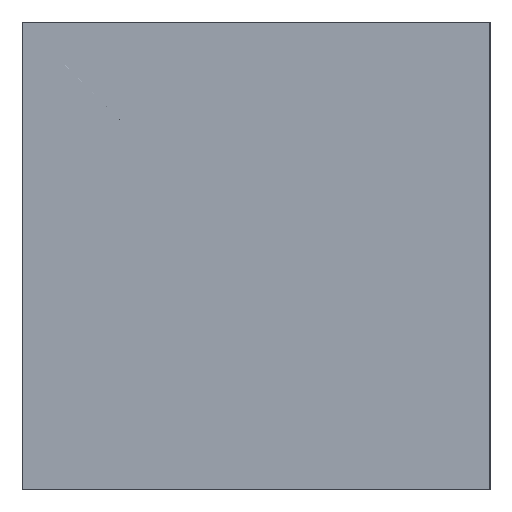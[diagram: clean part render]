
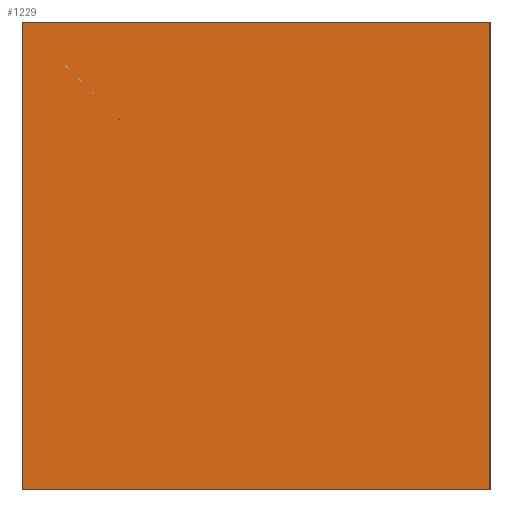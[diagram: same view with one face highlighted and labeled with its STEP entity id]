
A CAD part, left-side view. The second image highlights one B-rep face of the part: STEP entity #1229.
In plain terms, the highlighted planar face has unit normal (-1, 0, 0).
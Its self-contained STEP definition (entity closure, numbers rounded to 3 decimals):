
#1209=AXIS2_PLACEMENT_3D('Plane Axis2P3D',#1206,#1207,#1208) ;
#184=CARTESIAN_POINT('Vertex',(-116.1,105.,89.125)) ;
#187=CARTESIAN_POINT('Line Origine',(-116.1,105.,71.625)) ;
#191=CARTESIAN_POINT('Vertex',(-116.1,105.,54.125)) ;
#247=CARTESIAN_POINT('Line Origine',(-116.1,122.5,54.125)) ;
#251=CARTESIAN_POINT('Vertex',(-116.1,140.,54.125)) ;
#1206=CARTESIAN_POINT('Axis2P3D Location',(-116.1,105.,54.125)) ;
#1211=CARTESIAN_POINT('Line Origine',(-116.1,122.5,89.125)) ;
#1215=CARTESIAN_POINT('Vertex',(-116.1,140.,89.125)) ;
#1218=CARTESIAN_POINT('Line Origine',(-116.1,140.,71.625)) ;
#188=DIRECTION('Vector Direction',(0.,0.,1.)) ;
#248=DIRECTION('Vector Direction',(0.,1.,0.)) ;
#1207=DIRECTION('Axis2P3D Direction',(-1.,0.,0.)) ;
#1208=DIRECTION('Axis2P3D XDirection',(0.,0.,1.)) ;
#1212=DIRECTION('Vector Direction',(0.,1.,0.)) ;
#1219=DIRECTION('Vector Direction',(0.,0.,1.)) ;
#189=VECTOR('Line Direction',#188,1.) ;
#249=VECTOR('Line Direction',#248,1.) ;
#1213=VECTOR('Line Direction',#1212,1.) ;
#1220=VECTOR('Line Direction',#1219,1.) ;
#1224=ORIENTED_EDGE('',*,*,#253,.F.) ;
#1225=ORIENTED_EDGE('',*,*,#193,.T.) ;
#1226=ORIENTED_EDGE('',*,*,#1217,.T.) ;
#1227=ORIENTED_EDGE('',*,*,#1222,.F.) ;
#1229=ADVANCED_FACE('Corps principal',(#1228),#1210,.T.) ;
#193=EDGE_CURVE('',#192,#185,#190,.T.) ;
#253=EDGE_CURVE('',#192,#252,#250,.T.) ;
#1217=EDGE_CURVE('',#185,#1216,#1214,.T.) ;
#1222=EDGE_CURVE('',#252,#1216,#1221,.T.) ;
#1223=EDGE_LOOP('',(#1224,#1225,#1226,#1227)) ;
#1228=FACE_OUTER_BOUND('',#1223,.T.) ;
#190=LINE('Line',#187,#189) ;
#250=LINE('Line',#247,#249) ;
#1214=LINE('Line',#1211,#1213) ;
#1221=LINE('Line',#1218,#1220) ;
#1210=PLANE('',#1209) ;
#185=VERTEX_POINT('',#184) ;
#192=VERTEX_POINT('',#191) ;
#252=VERTEX_POINT('',#251) ;
#1216=VERTEX_POINT('',#1215) ;
